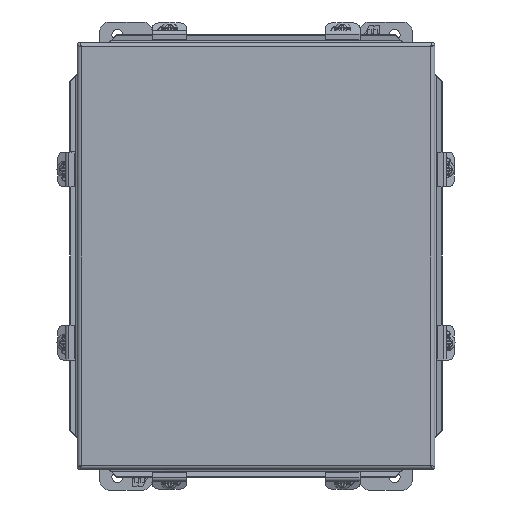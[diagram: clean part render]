
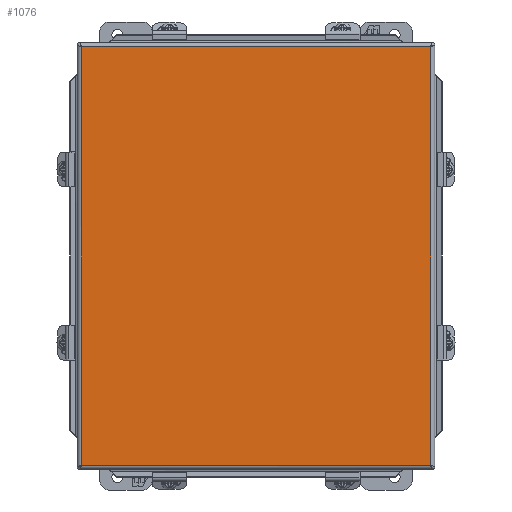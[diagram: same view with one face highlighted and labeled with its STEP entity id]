
A CAD part, front view. The second image highlights one B-rep face of the part: STEP entity #1076.
In plain terms, the highlighted planar face has unit normal (0, -1, 0).
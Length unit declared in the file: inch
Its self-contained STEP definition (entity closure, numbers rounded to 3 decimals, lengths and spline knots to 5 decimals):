
#77 = DIRECTION ( 'NONE',  ( 0., 0., 1. ) ) ;
#311 = ORIENTED_EDGE ( 'NONE', *, *, #34844, .T. ) ;
#527 = CARTESIAN_POINT ( 'NONE',  ( 0., -5.20591, 6.0378 ) ) ;
#917 = FACE_OUTER_BOUND ( 'NONE', #44321, .T. ) ;
#1076 = ADVANCED_FACE ( 'NONE', ( #917 ), #16235, .F. ) ;
#2394 = AXIS2_PLACEMENT_3D ( 'NONE', #24904, #24713, #77 ) ;
#7459 = EDGE_CURVE ( 'NONE', #51892, #15114, #46824, .T. ) ;
#11199 = VECTOR ( 'NONE', #32936, 39.37008 ) ;
#11836 = ORIENTED_EDGE ( 'NONE', *, *, #31265, .T. ) ;
#12711 = CARTESIAN_POINT ( 'NONE',  ( 0., -5.20591, -6.0378 ) ) ;
#14248 = CARTESIAN_POINT ( 'NONE',  ( 5.0378, -5.20591, 6.0378 ) ) ;
#15094 = EDGE_CURVE ( 'NONE', #15114, #50039, #50281, .T. ) ;
#15114 = VERTEX_POINT ( 'NONE', #23104 ) ;
#16235 = PLANE ( 'NONE',  #2394 ) ;
#18276 = LINE ( 'NONE', #527, #11199 ) ;
#23104 = CARTESIAN_POINT ( 'NONE',  ( 5.0378, -5.20591, -6.0378 ) ) ;
#24009 = ORIENTED_EDGE ( 'NONE', *, *, #15094, .T. ) ;
#24713 = DIRECTION ( 'NONE',  ( 0., 1., 0. ) ) ;
#24904 = CARTESIAN_POINT ( 'NONE',  ( 0., -5.20591, 0. ) ) ;
#25346 = LINE ( 'NONE', #31893, #51283 ) ;
#31265 = EDGE_CURVE ( 'NONE', #40389, #51892, #25346, .T. ) ;
#31893 = CARTESIAN_POINT ( 'NONE',  ( -5.0378, -5.20591, 0. ) ) ;
#32936 = DIRECTION ( 'NONE',  ( -1., 0., 0. ) ) ;
#34844 = EDGE_CURVE ( 'NONE', #50039, #40389, #18276, .T. ) ;
#38742 = CARTESIAN_POINT ( 'NONE',  ( -5.0378, -5.20591, 6.0378 ) ) ;
#40389 = VERTEX_POINT ( 'NONE', #38742 ) ;
#42700 = CARTESIAN_POINT ( 'NONE',  ( -5.0378, -5.20591, -6.0378 ) ) ;
#42908 = VECTOR ( 'NONE', #46081, 39.37008 ) ;
#43105 = DIRECTION ( 'NONE',  ( 0., 0., 1. ) ) ;
#44321 = EDGE_LOOP ( 'NONE', ( #24009, #311, #11836, #52737 ) ) ;
#46081 = DIRECTION ( 'NONE',  ( 1., 0., 0. ) ) ;
#46824 = LINE ( 'NONE', #12711, #42908 ) ;
#50039 = VERTEX_POINT ( 'NONE', #14248 ) ;
#50281 = LINE ( 'NONE', #51954, #52872 ) ;
#51283 = VECTOR ( 'NONE', #52446, 39.37008 ) ;
#51892 = VERTEX_POINT ( 'NONE', #42700 ) ;
#51954 = CARTESIAN_POINT ( 'NONE',  ( 5.0378, -5.20591, 0. ) ) ;
#52446 = DIRECTION ( 'NONE',  ( 0., 0., -1. ) ) ;
#52737 = ORIENTED_EDGE ( 'NONE', *, *, #7459, .T. ) ;
#52872 = VECTOR ( 'NONE', #43105, 39.37008 ) ;
